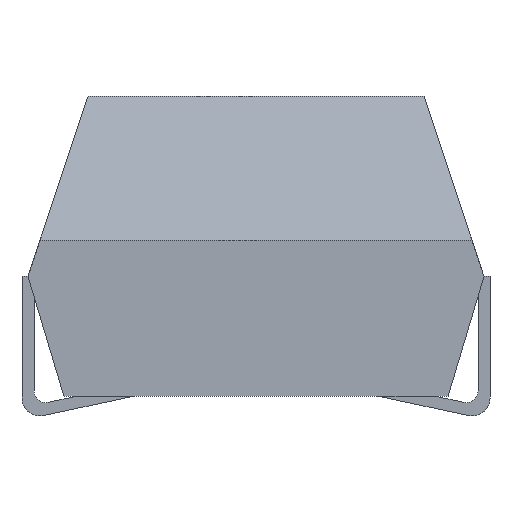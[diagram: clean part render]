
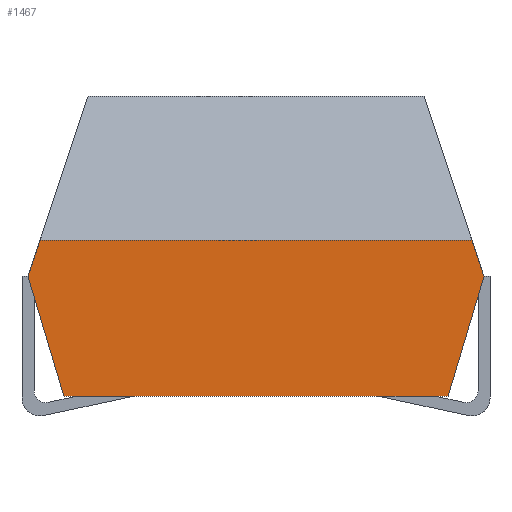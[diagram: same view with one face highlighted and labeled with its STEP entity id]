
A CAD part, front view. The second image highlights one B-rep face of the part: STEP entity #1467.
In plain terms, the highlighted planar face has unit normal (0, -1, 0).
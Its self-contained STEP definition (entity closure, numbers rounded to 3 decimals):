
#38=DIRECTION('',(1.,0.,0.));
#39=VECTOR('',#38,3.2);
#40=CARTESIAN_POINT('',(-1.6,-4.,0.163));
#41=LINE('',#40,#39);
#466=DIRECTION('',(0.287,0.,0.958));
#467=VECTOR('',#466,1.044);
#468=CARTESIAN_POINT('',(1.6,-4.,0.163));
#469=LINE('',#468,#467);
#473=DIRECTION('',(0.287,0.,-0.958));
#474=VECTOR('',#473,1.044);
#475=CARTESIAN_POINT('',(-1.9,-4.,1.163));
#476=LINE('',#475,#474);
#480=DIRECTION('',(-0.316,0.,-0.949));
#481=VECTOR('',#480,0.316);
#482=CARTESIAN_POINT('',(-1.8,-4.,1.463));
#483=LINE('',#482,#481);
#487=DIRECTION('',(1.,0.,0.));
#488=VECTOR('',#487,3.6);
#489=CARTESIAN_POINT('',(-1.8,-4.,1.463));
#490=LINE('',#489,#488);
#494=DIRECTION('',(-0.316,0.,0.949));
#495=VECTOR('',#494,0.316);
#496=CARTESIAN_POINT('',(1.9,-4.,1.163));
#497=LINE('',#496,#495);
#971=CARTESIAN_POINT('',(1.8,-4.,1.463));
#973=VERTEX_POINT('',#971);
#976=CARTESIAN_POINT('',(-1.8,-4.,1.463));
#978=VERTEX_POINT('',#976);
#983=CARTESIAN_POINT('',(1.6,-4.,0.163));
#984=CARTESIAN_POINT('',(1.9,-4.,1.163));
#985=VERTEX_POINT('',#983);
#986=VERTEX_POINT('',#984);
#995=CARTESIAN_POINT('',(-1.9,-4.,1.163));
#996=CARTESIAN_POINT('',(-1.6,-4.,0.163));
#997=VERTEX_POINT('',#995);
#998=VERTEX_POINT('',#996);
#1451=CARTESIAN_POINT('',(-1.9,-4.,0.163));
#1452=DIRECTION('',(0.,-1.,0.));
#1453=DIRECTION('',(1.,0.,0.));
#1454=AXIS2_PLACEMENT_3D('',#1451,#1452,#1453);
#1455=PLANE('',#1454);
#1456=ORIENTED_EDGE('',*,*,#1235,.F.);
#1457=ORIENTED_EDGE('',*,*,#1154,.F.);
#1459=ORIENTED_EDGE('',*,*,#1458,.F.);
#1461=ORIENTED_EDGE('',*,*,#1460,.F.);
#1463=ORIENTED_EDGE('',*,*,#1462,.T.);
#1464=ORIENTED_EDGE('',*,*,#1424,.F.);
#1465=EDGE_LOOP('',(#1456,#1457,#1459,#1461,#1463,#1464));
#1466=FACE_OUTER_BOUND('',#1465,.F.);
#1467=ADVANCED_FACE('',(#1466),#1455,.T.);
#1154=EDGE_CURVE('',#998,#985,#41,.T.);
#1235=EDGE_CURVE('',#985,#986,#469,.T.);
#1424=EDGE_CURVE('',#986,#973,#497,.T.);
#1458=EDGE_CURVE('',#997,#998,#476,.T.);
#1460=EDGE_CURVE('',#978,#997,#483,.T.);
#1462=EDGE_CURVE('',#978,#973,#490,.T.);
